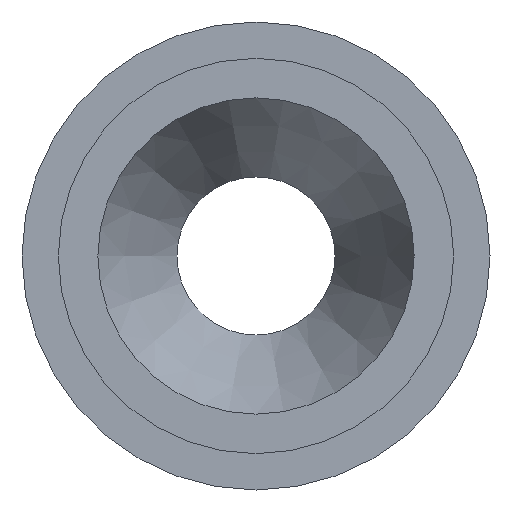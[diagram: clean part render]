
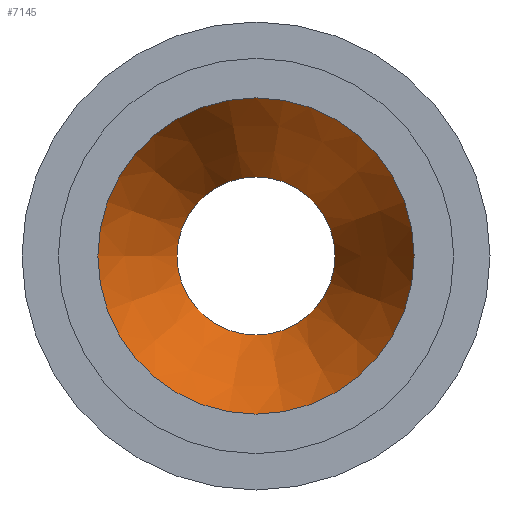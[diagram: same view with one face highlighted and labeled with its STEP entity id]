
A CAD part, left-side view. The second image highlights one B-rep face of the part: STEP entity #7145.
In plain terms, the highlighted conical face has half-angle 24.842 degrees and reference radius 28.575 mm.
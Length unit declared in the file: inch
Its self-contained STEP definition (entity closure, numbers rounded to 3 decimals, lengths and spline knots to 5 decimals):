
#1716=CONICAL_SURFACE('',#7568,1.125,24.842);
#1767=FACE_BOUND('',#2628,.T.);
#2172=FACE_OUTER_BOUND('',#2627,.T.);
#2627=EDGE_LOOP('',(#6730));
#2628=EDGE_LOOP('',(#6731));
#2809=CIRCLE('',#7567,0.75);
#2810=CIRCLE('',#7569,1.5);
#3528=VERTEX_POINT('',#15742);
#3529=VERTEX_POINT('',#15745);
#4597=EDGE_CURVE('',#3528,#3528,#2809,.T.);
#4598=EDGE_CURVE('',#3529,#3529,#2810,.T.);
#6730=ORIENTED_EDGE('',*,*,#4598,.F.);
#6731=ORIENTED_EDGE('',*,*,#4597,.T.);
#7145=ADVANCED_FACE('',(#2172,#1767),#1716,.F.);
#7567=AXIS2_PLACEMENT_3D('',#15743,#8795,#8796);
#7568=AXIS2_PLACEMENT_3D('',#15744,#8797,#8798);
#7569=AXIS2_PLACEMENT_3D('',#15746,#8799,#8800);
#8795=DIRECTION('center_axis',(1.,0.,0.));
#8796=DIRECTION('ref_axis',(0.,1.,0.));
#8797=DIRECTION('center_axis',(-1.,0.,0.));
#8798=DIRECTION('ref_axis',(0.,1.,0.));
#8799=DIRECTION('center_axis',(1.,0.,0.));
#8800=DIRECTION('ref_axis',(0.,1.,0.));
#15742=CARTESIAN_POINT('',(0.8,0.75,0.));
#15743=CARTESIAN_POINT('Origin',(0.8,0.,0.));
#15744=CARTESIAN_POINT('Origin',(-0.01,0.,0.));
#15745=CARTESIAN_POINT('',(-0.82,1.5,0.));
#15746=CARTESIAN_POINT('Origin',(-0.82,0.,0.));
